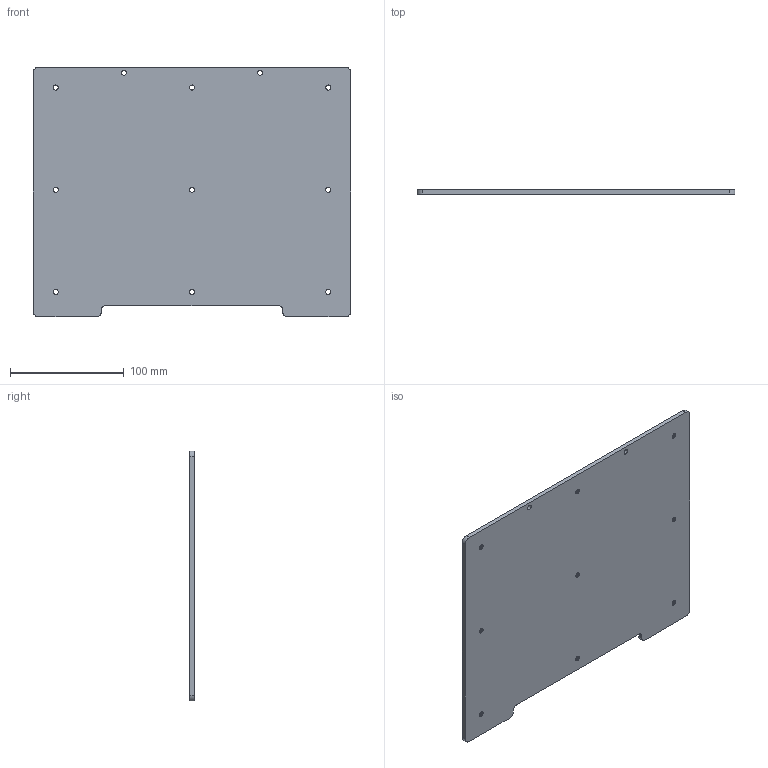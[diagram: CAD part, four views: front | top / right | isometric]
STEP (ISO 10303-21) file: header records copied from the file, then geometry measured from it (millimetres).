
FILE_DESCRIPTION(/* description */ (''),/* implementation_level */ '2;1');
FILE_NAME(/* name */ 'Topna DPS.stp',/* time_stamp */ '2020-05-12T12:56:58+02:00',/* author */ ('cervenka'),/* organization */ (''),/* preprocessor_version */ 'ST-DEVELOPER v17',/* originating_system */ 'Autodesk Inventor 2019',/* authorisation */ '');
FILE_SCHEMA (('AUTOMOTIVE_DESIGN { 1 0 10303 214 3 1 1 }'));
Length unit declared in the file: millimetre
Products named in the file (1): Topna DPS
Bounding box: 280 x 4 x 220 mm (x, y, z)
Volume: 238548.3 mm3; surface area: 124131.5 mm2
Topology: 1 solids, 1 shells, 38 faces, 117 edges, 81 vertices
Faces by surface type: cylinder 19, plane 10, cone 9
Full cylindrical faces by diameter (mm): 4.3 x2, 4.5 x9
Entity records: 1441 total; most frequent: DIRECTION 260, CARTESIAN_POINT 237, ORIENTED_EDGE 234, EDGE_CURVE 117, AXIS2_PLACEMENT_3D 104, VERTEX_POINT 81, CIRCLE 65, EDGE_LOOP 60
